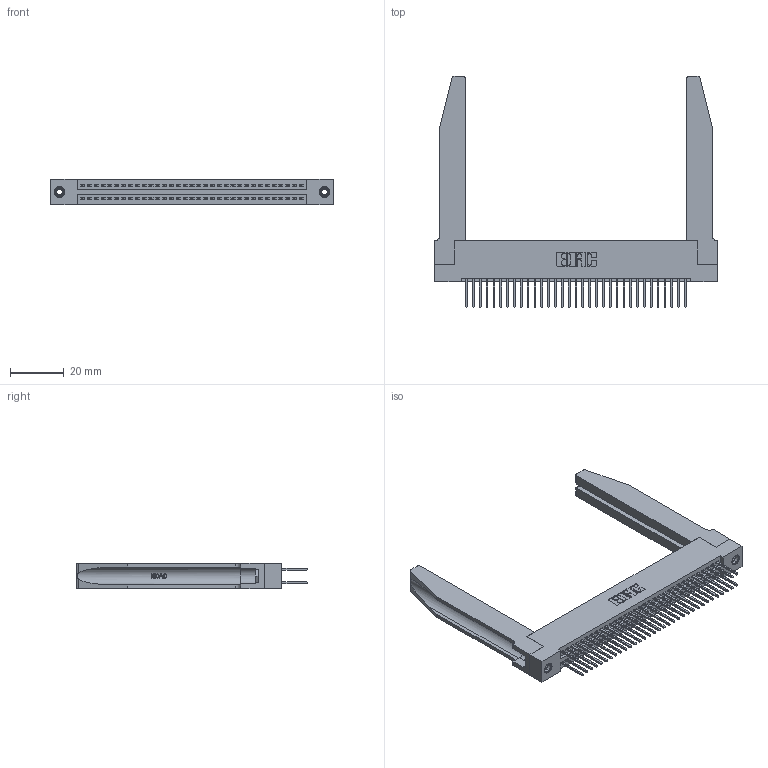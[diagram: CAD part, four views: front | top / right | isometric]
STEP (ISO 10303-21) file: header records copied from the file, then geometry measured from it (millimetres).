
FILE_DESCRIPTION (( 'STEP AP203' ), '1' );
FILE_NAME ('395-066-523-278.STEP', '2019-10-23T20:11:12', ( '' ), ( '' ), 'SwSTEP 2.0', 'SolidWorks 2016', '' );
FILE_SCHEMA (( 'CONFIG_CONTROL_DESIGN' ));
Length unit declared in the file: inch
Products named in the file (5): 345-220-078_345-220-078; 395-066-523-278; 345 Part_Flush Mounting Lugs - 0.156 Dia-TH; 345-292-001_345-293-123; 345-250-001_345-250-001-102
Assembly tree (71 placements, depth 2):
  395-066-523-278
    345 Part_Flush Mounting Lugs - 0.156 Dia-TH
    345-292-001_345-293-123  x66
    345-250-001_345-250-001-102  x2
    345-220-078_345-220-078  x2
Bounding box: 105.05 x 85.78 x 9.4 mm (x, y, z)
Volume: 18027.3 mm3; surface area: 22432.3 mm2
Topology: 71 solids, 71 shells, 3660 faces, 10783 edges, 7090 vertices
Faces by surface type: plane 2400, cylinder 1208, bspline 36, cone 12, torus 4
Entity records: 31862 total; most frequent: CARTESIAN_POINT 6267, ORIENTED_EDGE 5098, DIRECTION 4531, EDGE_CURVE 2549, LINE 2191, VECTOR 2191, VERTEX_POINT 1692, AXIS2_PLACEMENT_3D 1170
